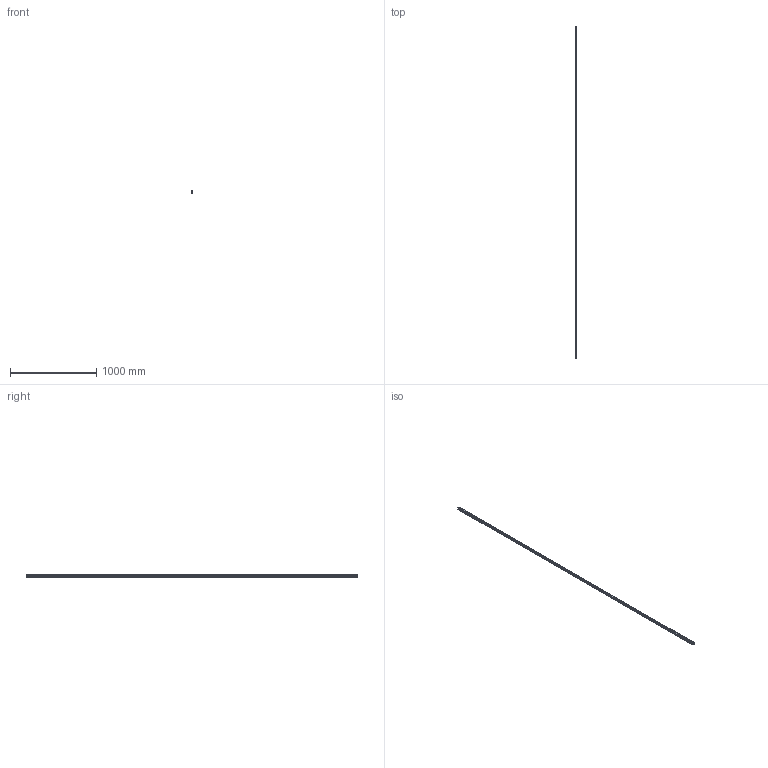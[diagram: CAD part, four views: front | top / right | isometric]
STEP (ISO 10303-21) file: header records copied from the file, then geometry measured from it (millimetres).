
FILE_DESCRIPTION(('STEP AP214'),'1');
FILE_NAME('cctmp_68A38E90-EAB9-4E1F-9303-7B335DB2FD45_2021_03_11_10_51_33_0070..stp','2021-03-11T09:51:33',('HIWIN GmbH'),('CADClick - www.CADClick.com'),'Spatial InterOp 3D',' ','unknown authorization');
FILE_SCHEMA(('AUTOMOTIVE_DESIGN'));
Length unit declared in the file: millimetre
Products named in the file (1): RGR25R3850H_FILE
Bounding box: 23 x 3850 x 23.6 mm (x, y, z)
Volume: 1544363.8 mm3; surface area: 477261.5 mm2
Topology: 1 solids, 1 shells, 1269 faces, 2637 edges, 1758 vertices
Faces by surface type: cylinder 786, plane 483
Entity records: 44659 total; most frequent: DIRECTION 6749, CARTESIAN_POINT 5665, ORIENTED_EDGE 5274, AXIS2_PLACEMENT_3D 2842, EDGE_CURVE 2637, VERTEX_POINT 1758, EDGE_LOOP 1657, CIRCLE 1572
